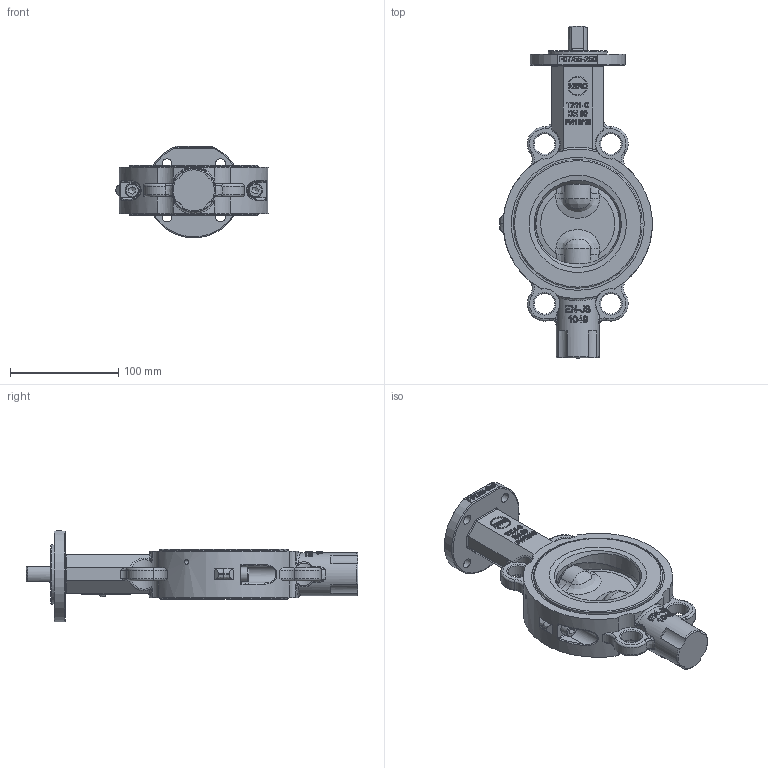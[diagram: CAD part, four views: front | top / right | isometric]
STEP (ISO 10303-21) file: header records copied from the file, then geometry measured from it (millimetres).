
FILE_DESCRIPTION((''),'2;1');
FILE_NAME('T211-C DN80.stp','2014-11-11T09:34:09',('hellwig'),(''),'Autodesk Inventor 2013','Autodesk Inventor 2013','');
FILE_SCHEMA(('AUTOMOTIVE_DESIGN { 1 0 10303 214 1 1 1 1 }'));
Length unit declared in the file: millimetre
Products named in the file (1): M21379_Shrinkwrap_1
Bounding box: 140.77 x 307 x 84.63 mm (x, y, z)
Volume: 666330.7 mm3; surface area: 152809.2 mm2
Topology: 1 solids, 9 shells, 922 faces, 2387 edges, 1550 vertices
Faces by surface type: plane 361, bspline 304, cylinder 148, torus 61, cone 44, sphere 4
Full cylindrical faces by diameter (mm): 3 x4, 3.2 x2, 4.134 x1, 6.647 x2, 8 x2, 8.5 x2, 9 x4, 10 x1, 13 x2, 18 x3, 19 x5, 20 x3, 23 x2, 25 x2, 33 x2, 40 x1, 54.9 x1, 85.5 x1, 87.8 x2, 119 x2, 123 x2
Entity records: 46381 total; most frequent: CARTESIAN_POINT 26265, ORIENTED_EDGE 4484, DIRECTION 3164, EDGE_CURVE 2242, VERTEX_POINT 1505, EDGE_LOOP 1127, AXIS2_PLACEMENT_3D 1073, VECTOR 1018
